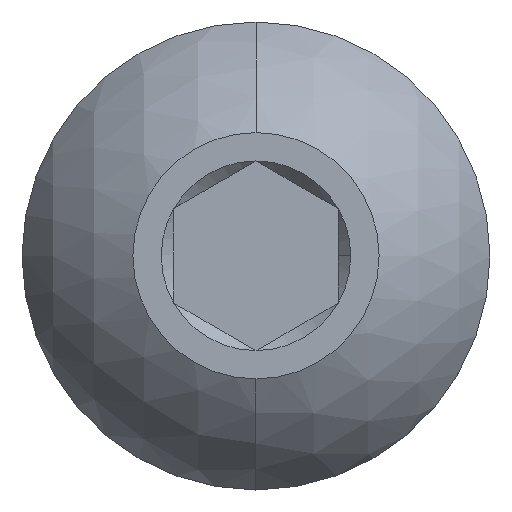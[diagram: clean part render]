
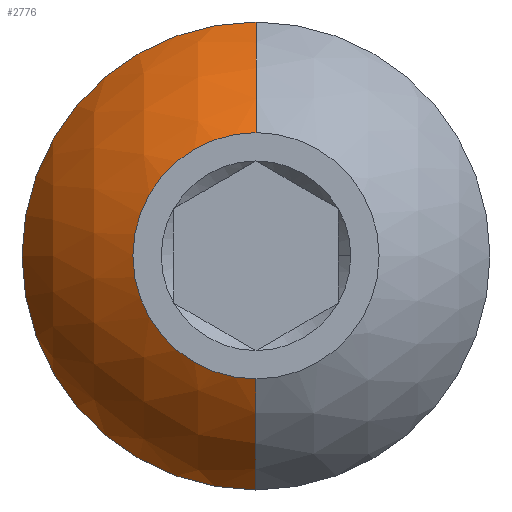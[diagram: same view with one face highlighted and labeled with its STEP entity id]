
A CAD part, top view. The second image highlights one B-rep face of the part: STEP entity #2776.
In plain terms, the highlighted spherical face has radius 3.172 mm.
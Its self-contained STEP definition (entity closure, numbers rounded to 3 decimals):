
#123 = DIRECTION ( 'NONE',  ( 1., 0., 0. ) ) ;
#251 = EDGE_CURVE ( 'NONE', #607, #1751, #1274, .T. ) ;
#303 = AXIS2_PLACEMENT_3D ( 'NONE', #1632, #2165, #1871 ) ;
#333 = CARTESIAN_POINT ( 'NONE',  ( 0., 1.5, 3.825 ) ) ;
#394 = CIRCLE ( 'NONE', #723, 3.172 ) ;
#403 = DIRECTION ( 'NONE',  ( 1., 0., 0. ) ) ;
#431 = DIRECTION ( 'NONE',  ( 0., -1., 0. ) ) ;
#493 = VERTEX_POINT ( 'NONE', #2067 ) ;
#546 = AXIS2_PLACEMENT_3D ( 'NONE', #2459, #1919, #403 ) ;
#562 = CARTESIAN_POINT ( 'NONE',  ( -2.85, 0., 2.423 ) ) ;
#566 = CIRCLE ( 'NONE', #2046, 3.172 ) ;
#607 = VERTEX_POINT ( 'NONE', #333 ) ;
#620 = ORIENTED_EDGE ( 'NONE', *, *, #251, .F. ) ;
#650 = EDGE_CURVE ( 'NONE', #493, #607, #394, .T. ) ;
#723 = AXIS2_PLACEMENT_3D ( 'NONE', #2906, #123, #1907 ) ;
#729 = DIRECTION ( 'NONE',  ( 1., 0., 0. ) ) ;
#738 = VERTEX_POINT ( 'NONE', #1646 ) ;
#979 = CARTESIAN_POINT ( 'NONE',  ( 0., 0., 1.03 ) ) ;
#1045 = EDGE_LOOP ( 'NONE', ( #3207, #3193, #3158, #620, #2318 ) ) ;
#1050 = EDGE_CURVE ( 'NONE', #738, #1751, #566, .T. ) ;
#1238 = FACE_OUTER_BOUND ( 'NONE', #1045, .T. ) ;
#1274 = CIRCLE ( 'NONE', #1956, 1.5 ) ;
#1275 = CIRCLE ( 'NONE', #546, 2.85 ) ;
#1339 = EDGE_CURVE ( 'NONE', #493, #2530, #1714, .T. ) ;
#1632 = CARTESIAN_POINT ( 'NONE',  ( 0., 0., 1.03 ) ) ;
#1646 = CARTESIAN_POINT ( 'NONE',  ( 0., -2.85, 2.423 ) ) ;
#1714 = CIRCLE ( 'NONE', #2262, 2.85 ) ;
#1730 = DIRECTION ( 'NONE',  ( -1., 0., 0. ) ) ;
#1751 = VERTEX_POINT ( 'NONE', #2658 ) ;
#1871 = DIRECTION ( 'NONE',  ( 0., 1., 0. ) ) ;
#1907 = DIRECTION ( 'NONE',  ( 0., 0., -1. ) ) ;
#1919 = DIRECTION ( 'NONE',  ( 0., 0., 1. ) ) ;
#1956 = AXIS2_PLACEMENT_3D ( 'NONE', #1965, #2761, #2227 ) ;
#1965 = CARTESIAN_POINT ( 'NONE',  ( 0., 0., 3.825 ) ) ;
#2034 = DIRECTION ( 'NONE',  ( 0., 0., 1. ) ) ;
#2046 = AXIS2_PLACEMENT_3D ( 'NONE', #979, #1730, #431 ) ;
#2067 = CARTESIAN_POINT ( 'NONE',  ( 0., 2.85, 2.423 ) ) ;
#2165 = DIRECTION ( 'NONE',  ( -1., 0., 0. ) ) ;
#2185 = EDGE_CURVE ( 'NONE', #2530, #738, #1275, .T. ) ;
#2227 = DIRECTION ( 'NONE',  ( 1., 0., 0. ) ) ;
#2262 = AXIS2_PLACEMENT_3D ( 'NONE', #2738, #2034, #729 ) ;
#2318 = ORIENTED_EDGE ( 'NONE', *, *, #650, .F. ) ;
#2459 = CARTESIAN_POINT ( 'NONE',  ( 0., 0., 2.423 ) ) ;
#2510 = SPHERICAL_SURFACE ( 'NONE', #303, 3.172 ) ;
#2530 = VERTEX_POINT ( 'NONE', #562 ) ;
#2658 = CARTESIAN_POINT ( 'NONE',  ( 0., -1.5, 3.825 ) ) ;
#2738 = CARTESIAN_POINT ( 'NONE',  ( 0., 0., 2.423 ) ) ;
#2761 = DIRECTION ( 'NONE',  ( 0., 0., 1. ) ) ;
#2776 = ADVANCED_FACE ( 'NONE', ( #1238 ), #2510, .T. ) ;
#2906 = CARTESIAN_POINT ( 'NONE',  ( 0., 0., 1.03 ) ) ;
#3158 = ORIENTED_EDGE ( 'NONE', *, *, #1050, .T. ) ;
#3193 = ORIENTED_EDGE ( 'NONE', *, *, #2185, .T. ) ;
#3207 = ORIENTED_EDGE ( 'NONE', *, *, #1339, .T. ) ;
